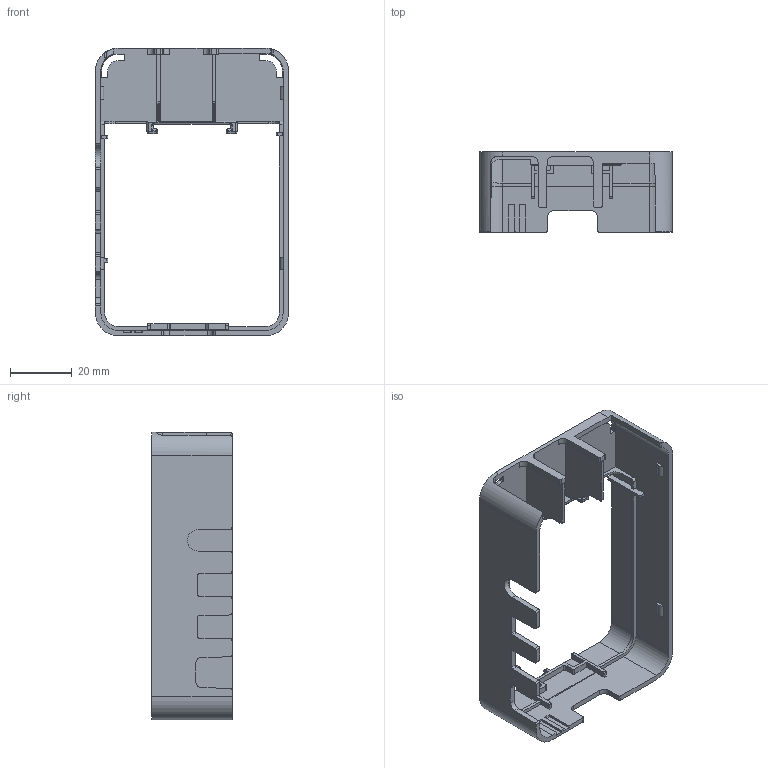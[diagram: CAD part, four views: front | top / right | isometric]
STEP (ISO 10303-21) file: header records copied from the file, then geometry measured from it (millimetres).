
FILE_DESCRIPTION (( 'STEP AP214' ), '1' );
FILE_NAME ('RPI4_Canakit_Case.STEP', '2020-02-20T01:56:12', ( '' ), ( '' ), 'SwSTEP 2.0', 'SolidWorks 2019', '' );
FILE_SCHEMA (( 'AUTOMOTIVE_DESIGN' ));
Length unit declared in the file: millimetre
Products named in the file (1): RPI4_Canakit_Case
Bounding box: 62.75 x 26 x 93.5 mm (x, y, z)
Volume: 14131 mm3; surface area: 18472.5 mm2
Topology: 1 solids, 1 shells, 309 faces, 866 edges, 550 vertices
Faces by surface type: plane 169, cylinder 124, sphere 12, torus 4
Entity records: 9884 total; most frequent: CARTESIAN_POINT 1786, ORIENTED_EDGE 1708, DIRECTION 1699, EDGE_CURVE 854, LINE 601, VECTOR 601, VERTEX_POINT 550, AXIS2_PLACEMENT_3D 549
